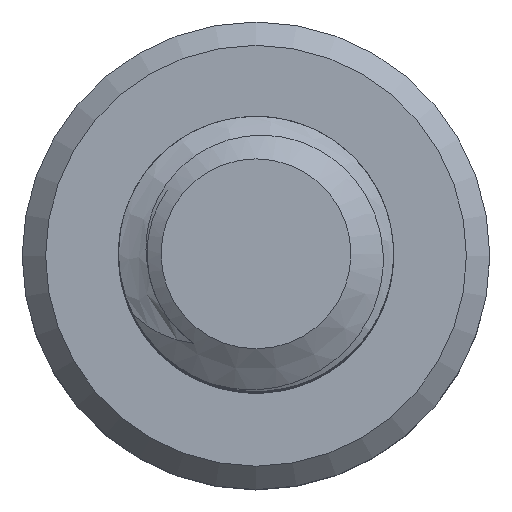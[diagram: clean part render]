
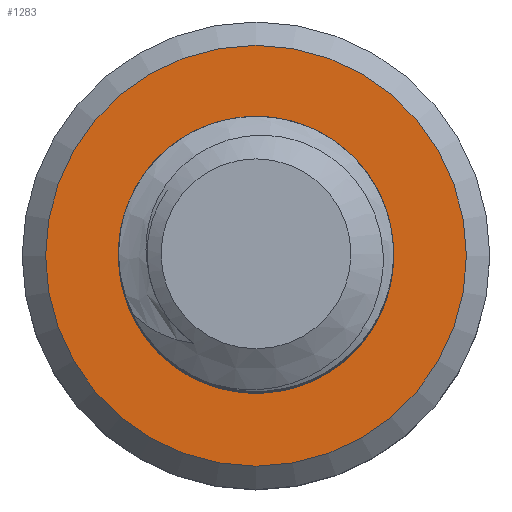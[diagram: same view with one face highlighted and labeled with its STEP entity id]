
A CAD part, top view. The second image highlights one B-rep face of the part: STEP entity #1283.
In plain terms, the highlighted planar face has unit normal (0, 0, 1).
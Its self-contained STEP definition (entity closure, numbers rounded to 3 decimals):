
#16=FACE_BOUND('',#181,.T.);
#19=PLANE('',#1385);
#105=FACE_OUTER_BOUND('',#180,.T.);
#180=EDGE_LOOP('',(#1124));
#181=EDGE_LOOP('',(#1125,#1126,#1127,#1128));
#194=CIRCLE('',#1311,2.5);
#198=CIRCLE('',#1365,3.825);
#204=CIRCLE('',#1376,1.98);
#317=B_SPLINE_CURVE_WITH_KNOTS('',3,(#6187,#6188,#6189,#6190,#6191,#6192,
#6193,#6194,#6195,#6196,#6197,#6198,#6199,#6200,#6201,#6202),
 .UNSPECIFIED.,.F.,.F.,(4,2,2,2,2,2,2,4),(0.,0.052,0.102,
0.179,0.282,0.412,0.537,
0.687),.UNSPECIFIED.);
#318=B_SPLINE_CURVE_WITH_KNOTS('',3,(#6877,#6878,#6879,#6880,#6881,#6882,
#6883,#6884,#6885,#6886,#6887,#6888,#6889,#6890,#6891,#6892,#6893,#6894),
 .UNSPECIFIED.,.F.,.F.,(4,2,2,2,2,2,2,2,4),(0.,0.05,0.096,
0.183,0.271,0.359,0.451,
0.529,0.639),.UNSPECIFIED.);
#453=VERTEX_POINT('',#1647);
#454=VERTEX_POINT('',#1660);
#557=VERTEX_POINT('',#5404);
#566=VERTEX_POINT('',#5473);
#567=VERTEX_POINT('',#5486);
#580=EDGE_CURVE('',#453,#454,#194,.T.);
#733=EDGE_CURVE('',#557,#557,#198,.T.);
#747=EDGE_CURVE('',#567,#566,#204,.T.);
#751=EDGE_CURVE('',#566,#454,#317,.T.);
#752=EDGE_CURVE('',#453,#567,#318,.T.);
#1124=ORIENTED_EDGE('',*,*,#733,.T.);
#1125=ORIENTED_EDGE('',*,*,#580,.F.);
#1126=ORIENTED_EDGE('',*,*,#752,.T.);
#1127=ORIENTED_EDGE('',*,*,#747,.T.);
#1128=ORIENTED_EDGE('',*,*,#751,.T.);
#1283=ADVANCED_FACE('',(#105,#16),#19,.F.);
#1311=AXIS2_PLACEMENT_3D('',#1661,#1403,#1404);
#1365=AXIS2_PLACEMENT_3D('',#5406,#1561,#1562);
#1376=AXIS2_PLACEMENT_3D('',#5487,#1586,#1587);
#1385=AXIS2_PLACEMENT_3D('',#6906,#1604,#1605);
#1403=DIRECTION('center_axis',(0.,0.,1.));
#1404=DIRECTION('ref_axis',(1.,0.,0.));
#1561=DIRECTION('center_axis',(0.,0.,1.));
#1562=DIRECTION('ref_axis',(-1.,0.,0.));
#1586=DIRECTION('center_axis',(0.,0.,-1.));
#1587=DIRECTION('ref_axis',(1.,0.,0.));
#1604=DIRECTION('center_axis',(0.,0.,-1.));
#1605=DIRECTION('ref_axis',(-1.,0.,0.));
#1647=CARTESIAN_POINT('',(0.,2.5,-20.));
#1660=CARTESIAN_POINT('',(-1.752,1.784,-20.));
#1661=CARTESIAN_POINT('Origin',(0.,0.,-20.));
#5404=CARTESIAN_POINT('',(3.825,0.,-20.));
#5406=CARTESIAN_POINT('Origin',(0.,0.,-20.));
#5473=CARTESIAN_POINT('',(0.,-1.98,-20.));
#5486=CARTESIAN_POINT('',(1.388,-1.413,-20.));
#5487=CARTESIAN_POINT('Origin',(0.,0.,-20.));
#6187=CARTESIAN_POINT('Ctrl Pts',(0.,-1.98,
-20.));
#6188=CARTESIAN_POINT('Ctrl Pts',(-0.173,-1.998,
-20.));
#6189=CARTESIAN_POINT('Ctrl Pts',(-0.348,-1.994,
-20.));
#6190=CARTESIAN_POINT('Ctrl Pts',(-0.685,-1.943,-20.));
#6191=CARTESIAN_POINT('Ctrl Pts',(-0.846,-1.898,
-20.));
#6192=CARTESIAN_POINT('Ctrl Pts',(-1.238,-1.738,-20.));
#6193=CARTESIAN_POINT('Ctrl Pts',(-1.456,-1.597,-20.));
#6194=CARTESIAN_POINT('Ctrl Pts',(-1.891,-1.185,-20.));
#6195=CARTESIAN_POINT('Ctrl Pts',(-2.045,-0.923,
-20.));
#6196=CARTESIAN_POINT('Ctrl Pts',(-2.26,-0.439,
-20.));
#6197=CARTESIAN_POINT('Ctrl Pts',(-2.326,-0.148,-20.));
#6198=CARTESIAN_POINT('Ctrl Pts',(-2.347,0.432,-20.));
#6199=CARTESIAN_POINT('Ctrl Pts',(-2.304,0.716,-20.));
#6200=CARTESIAN_POINT('Ctrl Pts',(-2.101,1.306,-20.));
#6201=CARTESIAN_POINT('Ctrl Pts',(-1.928,1.576,-20.));
#6202=CARTESIAN_POINT('Ctrl Pts',(-1.752,1.784,-20.));
#6877=CARTESIAN_POINT('Ctrl Pts',(0.,2.5,
-20.));
#6878=CARTESIAN_POINT('Ctrl Pts',(0.165,2.487,-20.));
#6879=CARTESIAN_POINT('Ctrl Pts',(0.329,2.456,-20.));
#6880=CARTESIAN_POINT('Ctrl Pts',(0.635,2.366,-20.));
#6881=CARTESIAN_POINT('Ctrl Pts',(0.777,2.308,-20.));
#6882=CARTESIAN_POINT('Ctrl Pts',(1.171,2.102,-20.));
#6883=CARTESIAN_POINT('Ctrl Pts',(1.402,1.92,-20.));
#6884=CARTESIAN_POINT('Ctrl Pts',(1.789,1.481,-20.));
#6885=CARTESIAN_POINT('Ctrl Pts',(1.932,1.236,-20.));
#6886=CARTESIAN_POINT('Ctrl Pts',(2.117,0.751,-20.));
#6887=CARTESIAN_POINT('Ctrl Pts',(2.165,0.494,-20.));
#6888=CARTESIAN_POINT('Ctrl Pts',(2.167,-0.039,
-20.));
#6889=CARTESIAN_POINT('Ctrl Pts',(2.115,-0.311,-20.));
#6890=CARTESIAN_POINT('Ctrl Pts',(1.927,-0.78,-20.));
#6891=CARTESIAN_POINT('Ctrl Pts',(1.825,-0.938,-20.));
#6892=CARTESIAN_POINT('Ctrl Pts',(1.647,-1.179,-20.));
#6893=CARTESIAN_POINT('Ctrl Pts',(1.525,-1.305,-20.));
#6894=CARTESIAN_POINT('Ctrl Pts',(1.388,-1.413,-20.));
#6906=CARTESIAN_POINT('Origin',(0.,0.,-20.));
